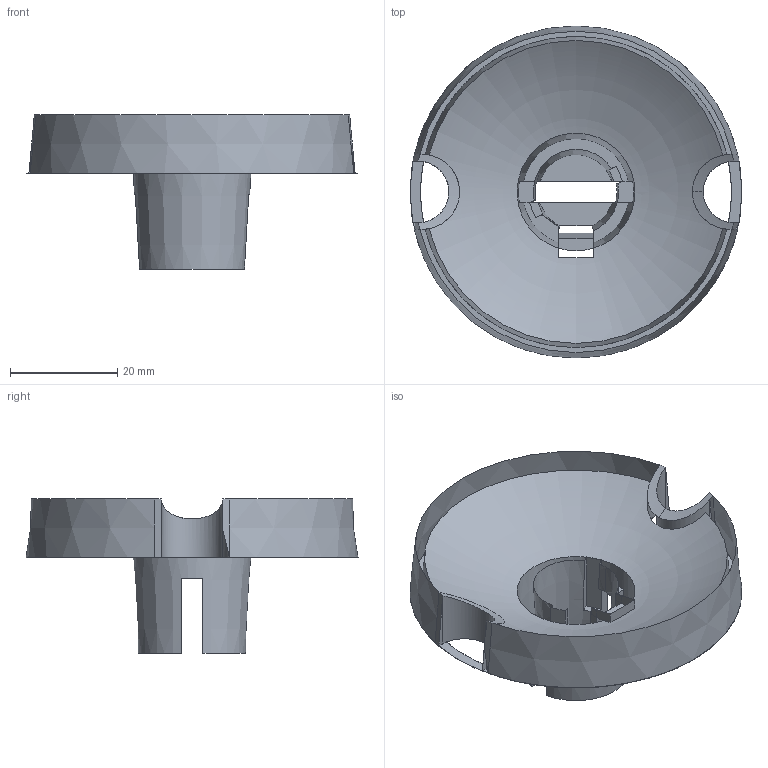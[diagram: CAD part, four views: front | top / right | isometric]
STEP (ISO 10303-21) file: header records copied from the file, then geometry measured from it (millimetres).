
FILE_DESCRIPTION(('FreeCAD Model'),'2;1');
FILE_NAME('Open CASCADE Shape Model','2021-09-09T16:56:20',('Author'),( ''),'Open CASCADE STEP processor 7.5','FreeCAD','Unknown');
FILE_SCHEMA(('AUTOMOTIVE_DESIGN { 1 0 10303 214 1 1 1 1 }'));
Length unit declared in the file: millimetre
Products named in the file (1): Pocket003
Bounding box: 61.99 x 62 x 28.77 mm (x, y, z)
Surface area: 17415.7 mm2 (no closed solid volume)
Topology: 0 solids, 1 shells, 60 faces, 175 edges, 110 vertices
Faces by surface type: plane 34, cone 13, revolution 5, cylinder 4, bspline 4
Entity records: 6000 total; most frequent: CARTESIAN_POINT 2931, DIRECTION 482, ORIENTED_EDGE 346, PCURVE 346, DEFINITIONAL_REPRESENTATION 346, B_SPLINE_CURVE_WITH_KNOTS 190, LINE 184, VECTOR 184
